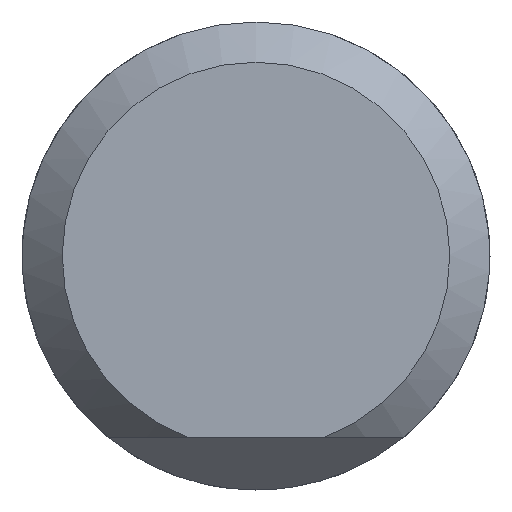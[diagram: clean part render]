
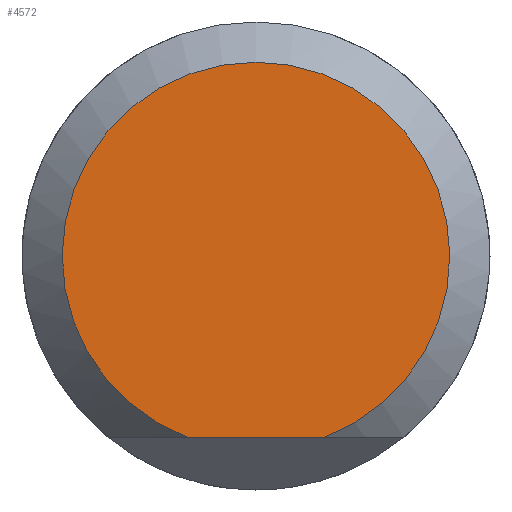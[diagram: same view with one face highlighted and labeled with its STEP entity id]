
A CAD part, left-side view. The second image highlights one B-rep face of the part: STEP entity #4572.
In plain terms, the highlighted planar face has unit normal (-1, 0, 0).
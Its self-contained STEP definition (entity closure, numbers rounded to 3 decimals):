
#148 = EDGE_LOOP ( 'NONE', ( #3888, #3597 ) ) ;
#363 = VERTEX_POINT ( 'NONE', #1633 ) ;
#407 = PLANE ( 'NONE',  #4558 ) ;
#579 = VECTOR ( 'NONE', #584, 1000. ) ;
#584 = DIRECTION ( 'NONE',  ( 0., 1., 0. ) ) ;
#595 = DIRECTION ( 'NONE',  ( -1., 0., 0. ) ) ;
#863 = EDGE_CURVE ( 'NONE', #1248, #363, #3939, .T. ) ;
#989 = DIRECTION ( 'NONE',  ( 0., 0., 1. ) ) ;
#1232 = LINE ( 'NONE', #4195, #579 ) ;
#1248 = VERTEX_POINT ( 'NONE', #3603 ) ;
#1633 = CARTESIAN_POINT ( 'NONE',  ( 0., 2.335, -6.2 ) ) ;
#1878 = AXIS2_PLACEMENT_3D ( 'NONE', #4268, #595, #989 ) ;
#2173 = FACE_OUTER_BOUND ( 'NONE', #148, .T. ) ;
#3118 = CARTESIAN_POINT ( 'NONE',  ( 0., 0., 0. ) ) ;
#3458 = DIRECTION ( 'NONE',  ( 0., 0., -1. ) ) ;
#3488 = DIRECTION ( 'NONE',  ( 1., 0., 0. ) ) ;
#3597 = ORIENTED_EDGE ( 'NONE', *, *, #4586, .F. ) ;
#3603 = CARTESIAN_POINT ( 'NONE',  ( 0., -2.335, -6.2 ) ) ;
#3888 = ORIENTED_EDGE ( 'NONE', *, *, #863, .T. ) ;
#3939 = CIRCLE ( 'NONE', #1878, 6.625 ) ;
#4195 = CARTESIAN_POINT ( 'NONE',  ( 0., -8., -6.2 ) ) ;
#4268 = CARTESIAN_POINT ( 'NONE',  ( 0., 0., 0. ) ) ;
#4558 = AXIS2_PLACEMENT_3D ( 'NONE', #3118, #3488, #3458 ) ;
#4572 = ADVANCED_FACE ( 'NONE', ( #2173 ), #407, .F. ) ;
#4586 = EDGE_CURVE ( 'NONE', #1248, #363, #1232, .T. ) ;
